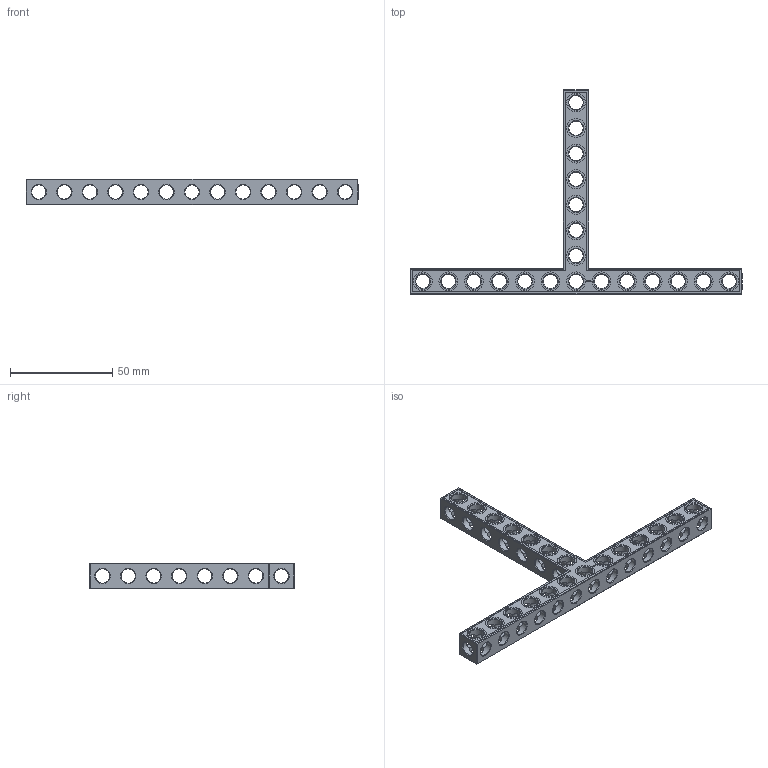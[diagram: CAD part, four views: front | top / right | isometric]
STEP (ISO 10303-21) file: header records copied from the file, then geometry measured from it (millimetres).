
FILE_DESCRIPTION(('FreeCAD Model'),'2;1');
FILE_NAME('Open CASCADE Shape Model','2022-01-28T12:48:12',( 'Paulo Kiefe'),('STEMFIE.org'),'Open CASCADE STEP processor 7.4', 'FreeCAD','Unknown');
FILE_SCHEMA(('AUTOMOTIVE_DESIGN { 1 0 10303 214 1 1 1 1 }'));
Products named in the file (1): Beam_TSH_SYM_ESS_BU13x08x01_-_SPN-BEM-1101_(stemfie.org)
Bounding box: 162.5 x 100 x 12.5 mm (x, y, z)
Volume: 19539.8 mm3; surface area: 17549.6 mm2
Topology: 1 solids, 1 shells, 718 faces, 2158 edges, 1414 vertices
Faces by surface type: plane 405, cylinder 121, extrusion 110, cone 82
Full cylindrical faces by diameter (mm): 6.98 x14, 7 x87, 9.2 x20
Entity records: 85193 total; most frequent: CARTESIAN_POINT 44577, DIRECTION 6652, VECTOR 4484, LINE 4374, ORIENTED_EDGE 4316, PCURVE 4316, DEFINITIONAL_REPRESENTATION 4316, EDGE_CURVE 2158
